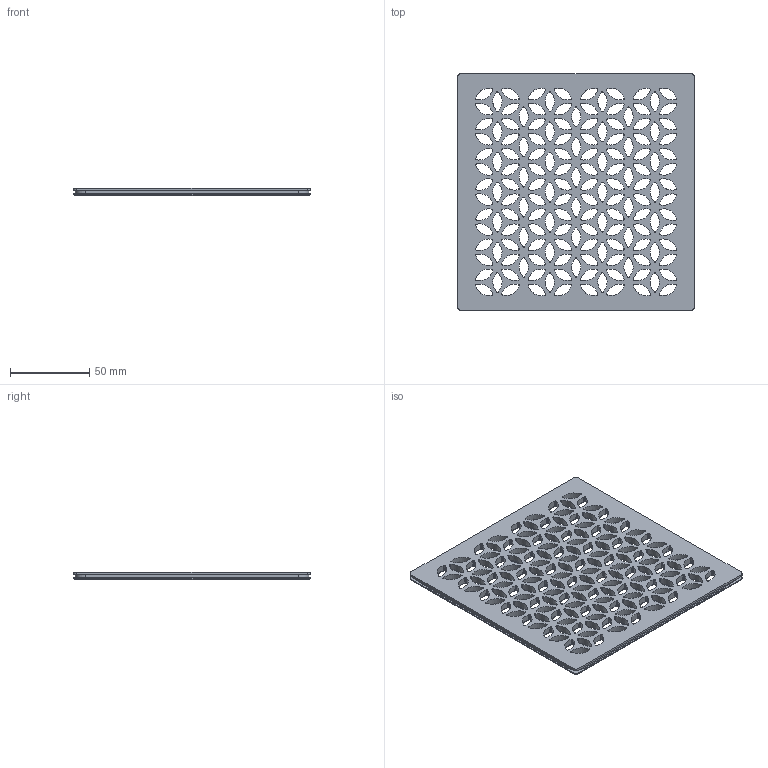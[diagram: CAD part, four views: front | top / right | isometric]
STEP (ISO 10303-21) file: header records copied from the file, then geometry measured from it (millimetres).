
FILE_DESCRIPTION((''),'2;1');
FILE_NAME('51042','2021-09-17T14:47:36',('rsmith'),(''),'CREO PARAMETRIC BY PTC INC, 2018400','CREO PARAMETRIC BY PTC INC, 2018400','');
FILE_SCHEMA(('AUTOMOTIVE_DESIGN { 1 0 10303 214 1 1 1 1 }'));
Products named in the file (1): 51042
Bounding box: 149.73 x 149.73 x 4.78 mm (x, y, z)
Volume: 61934.6 mm3; surface area: 52605.2 mm2
Topology: 1 solids, 1 shells, 2560 faces, 6398 edges, 3842 vertices
Faces by surface type: cylinder 958, bspline 946, plane 652, cone 4
Entity records: 156447 total; most frequent: CARTESIAN_POINT 82215, ORIENTED_EDGE 12796, DIRECTION 9022, PRESENTATION_STYLE_ASSIGNMENT 6399, STYLED_ITEM 6399, CURVE_STYLE 6398, EDGE_CURVE 6398, VERTEX_POINT 3842
